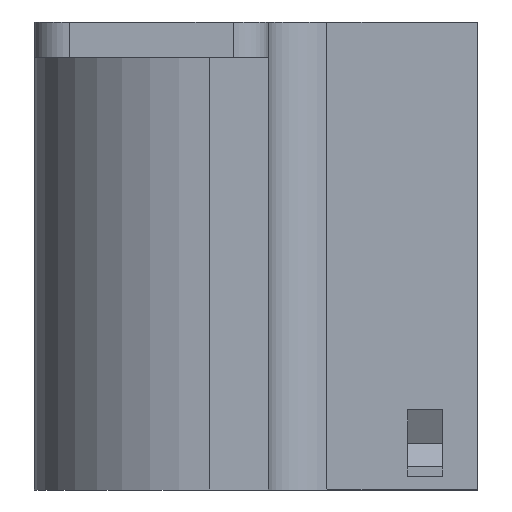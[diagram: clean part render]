
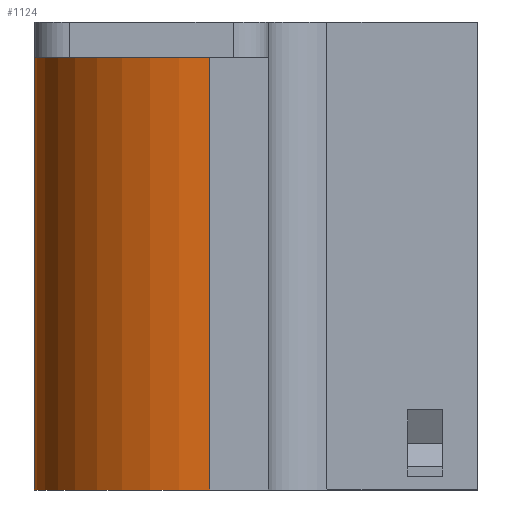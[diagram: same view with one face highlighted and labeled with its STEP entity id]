
A CAD part, left-side view. The second image highlights one B-rep face of the part: STEP entity #1124.
In plain terms, the highlighted cylindrical face has radius 15 mm (diameter 30 mm), a partial arc.
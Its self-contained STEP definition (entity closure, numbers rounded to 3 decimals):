
#34=CYLINDRICAL_SURFACE('',#1223,15.);
#67=FACE_OUTER_BOUND('',#128,.T.);
#128=EDGE_LOOP('',(#862,#863,#864,#865));
#191=CIRCLE('',#1209,15.);
#196=CIRCLE('',#1218,15.);
#283=LINE('',#1801,#404);
#284=LINE('',#1803,#405);
#404=VECTOR('',#1443,10.);
#405=VECTOR('',#1446,10.);
#511=VERTEX_POINT('',#1742);
#512=VERTEX_POINT('',#1744);
#526=VERTEX_POINT('',#1782);
#527=VERTEX_POINT('',#1784);
#634=EDGE_CURVE('',#512,#511,#191,.T.);
#655=EDGE_CURVE('',#526,#527,#196,.T.);
#664=EDGE_CURVE('',#512,#526,#283,.T.);
#665=EDGE_CURVE('',#511,#527,#284,.T.);
#862=ORIENTED_EDGE('',*,*,#634,.T.);
#863=ORIENTED_EDGE('',*,*,#665,.T.);
#864=ORIENTED_EDGE('',*,*,#655,.F.);
#865=ORIENTED_EDGE('',*,*,#664,.F.);
#1124=ADVANCED_FACE('',(#67),#34,.T.);
#1209=AXIS2_PLACEMENT_3D('',#1745,#1393,#1394);
#1218=AXIS2_PLACEMENT_3D('',#1785,#1427,#1428);
#1223=AXIS2_PLACEMENT_3D('',#1802,#1444,#1445);
#1393=DIRECTION('center_axis',(0.,0.,-1.));
#1394=DIRECTION('ref_axis',(-1.,0.,0.));
#1427=DIRECTION('center_axis',(0.,0.,-1.));
#1428=DIRECTION('ref_axis',(-1.,0.,0.));
#1443=DIRECTION('',(0.,0.,-1.));
#1444=DIRECTION('center_axis',(0.,0.,-1.));
#1445=DIRECTION('ref_axis',(-1.,0.,0.));
#1446=DIRECTION('',(0.,0.,-1.));
#1742=CARTESIAN_POINT('',(59.9,-30.633,-243.5));
#1744=CARTESIAN_POINT('',(44.9,-45.633,-243.5));
#1745=CARTESIAN_POINT('Origin',(59.9,-45.633,-243.5));
#1782=CARTESIAN_POINT('',(44.9,-45.633,-280.5));
#1784=CARTESIAN_POINT('',(59.9,-30.633,-280.5));
#1785=CARTESIAN_POINT('Origin',(59.9,-45.633,-280.5));
#1801=CARTESIAN_POINT('',(44.9,-45.633,-240.5));
#1802=CARTESIAN_POINT('Origin',(59.9,-45.633,-240.5));
#1803=CARTESIAN_POINT('',(59.9,-30.633,-240.5));
